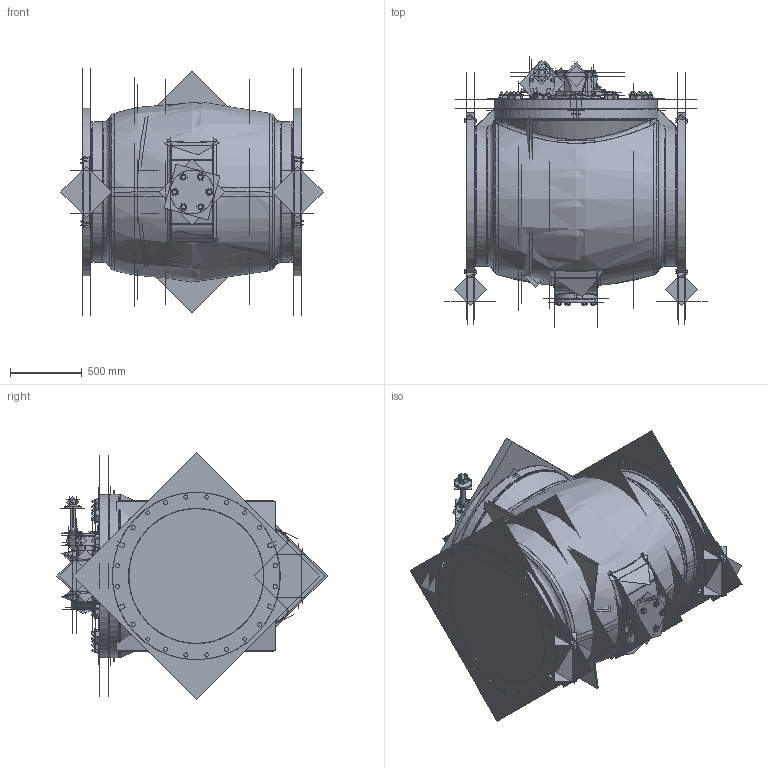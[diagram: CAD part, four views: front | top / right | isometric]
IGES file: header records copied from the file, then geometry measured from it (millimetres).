
Start section:  PTC IGES file: plug_mjxmj-36in-nut_asm.igs
Global section: file name: plug_mjxmj-36in-nut_asm.igs; native system: Creo Parametric by Parametric Technology Corporation; preprocessor: 2013050; author: HAPPY; organization: Unknown; date: 20170222.174350; units: inch
Bounding box: 1829.82 x 1885.69 x 1719.52 mm (x, y, z)
Volume: 624172088.2 mm3; surface area: 120862852.3 mm2
Topology: 85 solids, 84 shells, 4790 faces, 23762 edges, 29979 vertices
Faces by surface type: revolution 2464, bspline 2038, extrusion 288
